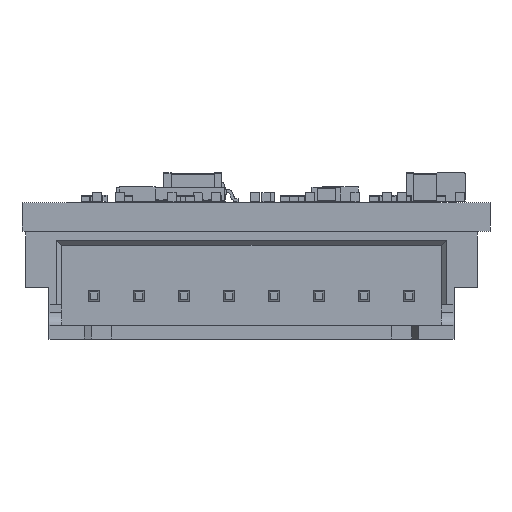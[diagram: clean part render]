
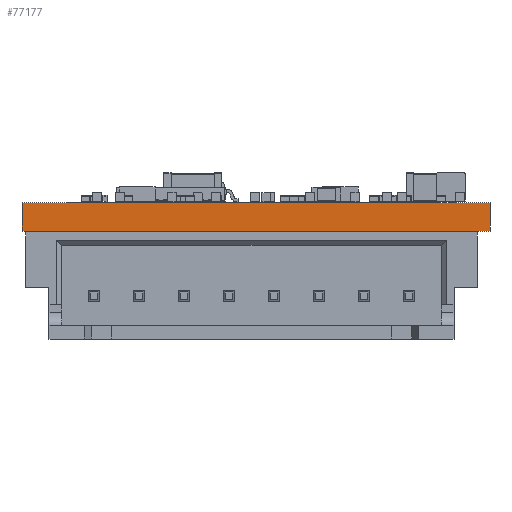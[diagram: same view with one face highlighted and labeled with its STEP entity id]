
A CAD part, left-side view. The second image highlights one B-rep face of the part: STEP entity #77177.
In plain terms, the highlighted planar face has unit normal (-1, 0, 0).
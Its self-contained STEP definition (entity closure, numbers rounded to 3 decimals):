
#74496 = PLANE('',#74497);
#74497 = AXIS2_PLACEMENT_3D('',#74498,#74499,#74500);
#74498 = CARTESIAN_POINT('',(4.028,28.647,1.58));
#74499 = DIRECTION('',(-0.,-0.,-1.));
#74500 = DIRECTION('',(-1.,0.,0.));
#74550 = PLANE('',#74551);
#74551 = AXIS2_PLACEMENT_3D('',#74552,#74553,#74554);
#74552 = CARTESIAN_POINT('',(4.028,28.647,0.));
#74553 = DIRECTION('',(-0.,-0.,-1.));
#74554 = DIRECTION('',(-1.,0.,0.));
#74583 = PLANE('',#74584);
#74584 = AXIS2_PLACEMENT_3D('',#74585,#74586,#74587);
#74585 = CARTESIAN_POINT('',(-20.,42.5,0.));
#74586 = DIRECTION('',(0.,1.,0.));
#74587 = DIRECTION('',(1.,0.,0.));
#75527 = VERTEX_POINT('',#75528);
#75528 = CARTESIAN_POINT('',(-20.,16.5,0.));
#75542 = PLANE('',#75543);
#75543 = AXIS2_PLACEMENT_3D('',#75544,#75545,#75546);
#75544 = CARTESIAN_POINT('',(3.75,16.5,0.));
#75545 = DIRECTION('',(0.,-1.,0.));
#75546 = DIRECTION('',(-1.,0.,0.));
#75554 = EDGE_CURVE('',#75527,#75555,#75557,.T.);
#75555 = VERTEX_POINT('',#75556);
#75556 = CARTESIAN_POINT('',(-20.,42.5,0.));
#75557 = SURFACE_CURVE('',#75558,(#75562,#75569),.PCURVE_S1.);
#75558 = LINE('',#75559,#75560);
#75559 = CARTESIAN_POINT('',(-20.,16.5,0.));
#75560 = VECTOR('',#75561,1.);
#75561 = DIRECTION('',(0.,1.,0.));
#75562 = PCURVE('',#74550,#75563);
#75563 = DEFINITIONAL_REPRESENTATION('',(#75564),#75568);
#75564 = LINE('',#75565,#75566);
#75565 = CARTESIAN_POINT('',(24.028,-12.147));
#75566 = VECTOR('',#75567,1.);
#75567 = DIRECTION('',(0.,1.));
#75568 = ( GEOMETRIC_REPRESENTATION_CONTEXT(2) 
PARAMETRIC_REPRESENTATION_CONTEXT() REPRESENTATION_CONTEXT('2D SPACE',''
  ) );
#75569 = PCURVE('',#75570,#75575);
#75570 = PLANE('',#75571);
#75571 = AXIS2_PLACEMENT_3D('',#75572,#75573,#75574);
#75572 = CARTESIAN_POINT('',(-20.,16.5,0.));
#75573 = DIRECTION('',(-1.,0.,0.));
#75574 = DIRECTION('',(0.,1.,0.));
#75575 = DEFINITIONAL_REPRESENTATION('',(#75576),#75580);
#75576 = LINE('',#75577,#75578);
#75577 = CARTESIAN_POINT('',(0.,0.));
#75578 = VECTOR('',#75579,1.);
#75579 = DIRECTION('',(1.,0.));
#75580 = ( GEOMETRIC_REPRESENTATION_CONTEXT(2) 
PARAMETRIC_REPRESENTATION_CONTEXT() REPRESENTATION_CONTEXT('2D SPACE',''
  ) );
#76697 = VERTEX_POINT('',#76698);
#76698 = CARTESIAN_POINT('',(-20.,16.5,1.58));
#76719 = EDGE_CURVE('',#76697,#76720,#76722,.T.);
#76720 = VERTEX_POINT('',#76721);
#76721 = CARTESIAN_POINT('',(-20.,42.5,1.58));
#76722 = SURFACE_CURVE('',#76723,(#76727,#76734),.PCURVE_S1.);
#76723 = LINE('',#76724,#76725);
#76724 = CARTESIAN_POINT('',(-20.,16.5,1.58));
#76725 = VECTOR('',#76726,1.);
#76726 = DIRECTION('',(0.,1.,0.));
#76727 = PCURVE('',#74496,#76728);
#76728 = DEFINITIONAL_REPRESENTATION('',(#76729),#76733);
#76729 = LINE('',#76730,#76731);
#76730 = CARTESIAN_POINT('',(24.028,-12.147));
#76731 = VECTOR('',#76732,1.);
#76732 = DIRECTION('',(0.,1.));
#76733 = ( GEOMETRIC_REPRESENTATION_CONTEXT(2) 
PARAMETRIC_REPRESENTATION_CONTEXT() REPRESENTATION_CONTEXT('2D SPACE',''
  ) );
#76734 = PCURVE('',#75570,#76735);
#76735 = DEFINITIONAL_REPRESENTATION('',(#76736),#76740);
#76736 = LINE('',#76737,#76738);
#76737 = CARTESIAN_POINT('',(0.,-1.58));
#76738 = VECTOR('',#76739,1.);
#76739 = DIRECTION('',(1.,0.));
#76740 = ( GEOMETRIC_REPRESENTATION_CONTEXT(2) 
PARAMETRIC_REPRESENTATION_CONTEXT() REPRESENTATION_CONTEXT('2D SPACE',''
  ) );
#77127 = EDGE_CURVE('',#75555,#76720,#77128,.T.);
#77128 = SURFACE_CURVE('',#77129,(#77133,#77140),.PCURVE_S1.);
#77129 = LINE('',#77130,#77131);
#77130 = CARTESIAN_POINT('',(-20.,42.5,0.));
#77131 = VECTOR('',#77132,1.);
#77132 = DIRECTION('',(0.,0.,1.));
#77133 = PCURVE('',#74583,#77134);
#77134 = DEFINITIONAL_REPRESENTATION('',(#77135),#77139);
#77135 = LINE('',#77136,#77137);
#77136 = CARTESIAN_POINT('',(0.,0.));
#77137 = VECTOR('',#77138,1.);
#77138 = DIRECTION('',(0.,-1.));
#77139 = ( GEOMETRIC_REPRESENTATION_CONTEXT(2) 
PARAMETRIC_REPRESENTATION_CONTEXT() REPRESENTATION_CONTEXT('2D SPACE',''
  ) );
#77140 = PCURVE('',#75570,#77141);
#77141 = DEFINITIONAL_REPRESENTATION('',(#77142),#77146);
#77142 = LINE('',#77143,#77144);
#77143 = CARTESIAN_POINT('',(26.,0.));
#77144 = VECTOR('',#77145,1.);
#77145 = DIRECTION('',(0.,-1.));
#77146 = ( GEOMETRIC_REPRESENTATION_CONTEXT(2) 
PARAMETRIC_REPRESENTATION_CONTEXT() REPRESENTATION_CONTEXT('2D SPACE',''
  ) );
#77177 = ADVANCED_FACE('',(#77178),#75570,.T.);
#77178 = FACE_BOUND('',#77179,.T.);
#77179 = EDGE_LOOP('',(#77180,#77201,#77202,#77203));
#77180 = ORIENTED_EDGE('',*,*,#77181,.T.);
#77181 = EDGE_CURVE('',#75527,#76697,#77182,.T.);
#77182 = SURFACE_CURVE('',#77183,(#77187,#77194),.PCURVE_S1.);
#77183 = LINE('',#77184,#77185);
#77184 = CARTESIAN_POINT('',(-20.,16.5,0.));
#77185 = VECTOR('',#77186,1.);
#77186 = DIRECTION('',(0.,0.,1.));
#77187 = PCURVE('',#75570,#77188);
#77188 = DEFINITIONAL_REPRESENTATION('',(#77189),#77193);
#77189 = LINE('',#77190,#77191);
#77190 = CARTESIAN_POINT('',(0.,0.));
#77191 = VECTOR('',#77192,1.);
#77192 = DIRECTION('',(0.,-1.));
#77193 = ( GEOMETRIC_REPRESENTATION_CONTEXT(2) 
PARAMETRIC_REPRESENTATION_CONTEXT() REPRESENTATION_CONTEXT('2D SPACE',''
  ) );
#77194 = PCURVE('',#75542,#77195);
#77195 = DEFINITIONAL_REPRESENTATION('',(#77196),#77200);
#77196 = LINE('',#77197,#77198);
#77197 = CARTESIAN_POINT('',(23.75,0.));
#77198 = VECTOR('',#77199,1.);
#77199 = DIRECTION('',(0.,-1.));
#77200 = ( GEOMETRIC_REPRESENTATION_CONTEXT(2) 
PARAMETRIC_REPRESENTATION_CONTEXT() REPRESENTATION_CONTEXT('2D SPACE',''
  ) );
#77201 = ORIENTED_EDGE('',*,*,#76719,.T.);
#77202 = ORIENTED_EDGE('',*,*,#77127,.F.);
#77203 = ORIENTED_EDGE('',*,*,#75554,.F.);
